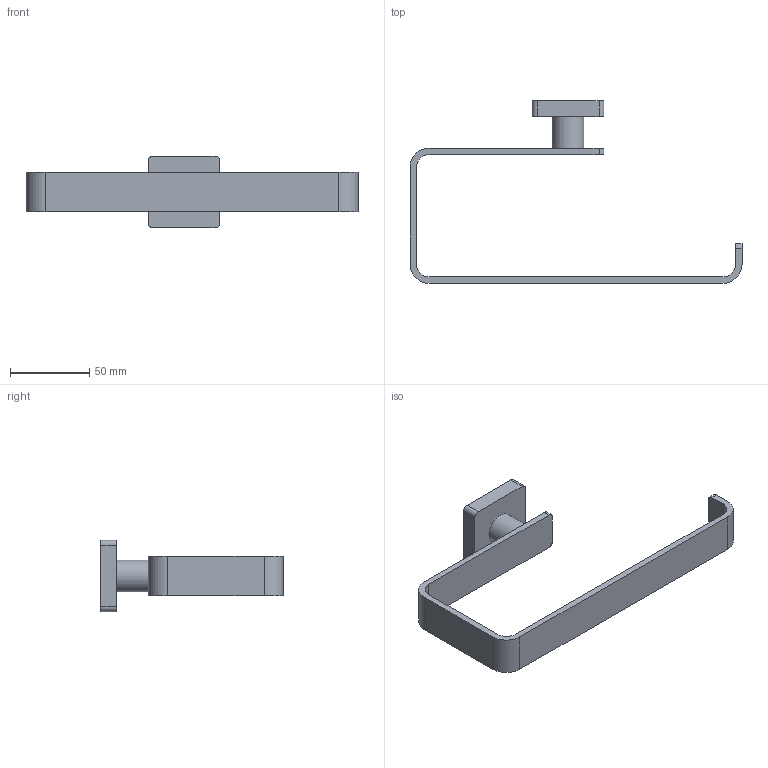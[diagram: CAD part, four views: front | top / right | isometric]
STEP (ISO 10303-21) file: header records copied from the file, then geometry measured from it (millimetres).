
FILE_DESCRIPTION(/* description */ (''),/* implementation_level */ '2;1');
FILE_NAME(/* name */ '3D_TVA152005000_ElementsStriking.step',/* time_stamp */ '2022-12-07T16:12:33+01:00',/* author */ (''),/* organization */ (''),/* preprocessor_version */ 'ST-DEVELOPER v19.2',/* originating_system */ 'Autodesk Translation Framework v11.17.0.187',/* authorisation */ '');
FILE_SCHEMA (('AUTOMOTIVE_DESIGN { 1 0 10303 214 3 1 1 }'));
Length unit declared in the file: millimetre
Products named in the file (7): (Nicht gespeichert); ASM0013_ASM; PRT0033; PRT0039; PRT0040; PRT0041; 239960000-01
Assembly tree (6 placements, depth 3):
  (Nicht gespeichert)
    ASM0013_ASM
      PRT0033
      PRT0039
      PRT0040
      PRT0041
      239960000-01
Bounding box: 209 x 115 x 45 mm (x, y, z)
Volume: 67114.1 mm3; surface area: 32464.5 mm2
Topology: 3 solids, 3 shells, 50 faces, 120 edges, 80 vertices
Faces by surface type: plane 30, cylinder 20
Full cylindrical faces by diameter (mm): 5.2 x1, 10 x1, 12 x1, 20 x1
Entity records: 1667 total; most frequent: DIRECTION 286, CARTESIAN_POINT 263, ORIENTED_EDGE 240, EDGE_CURVE 120, AXIS2_PLACEMENT_3D 103, LINE 80, VECTOR 80, VERTEX_POINT 80
